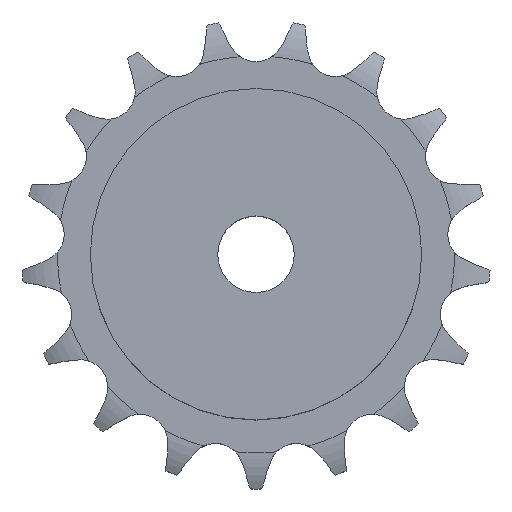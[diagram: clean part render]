
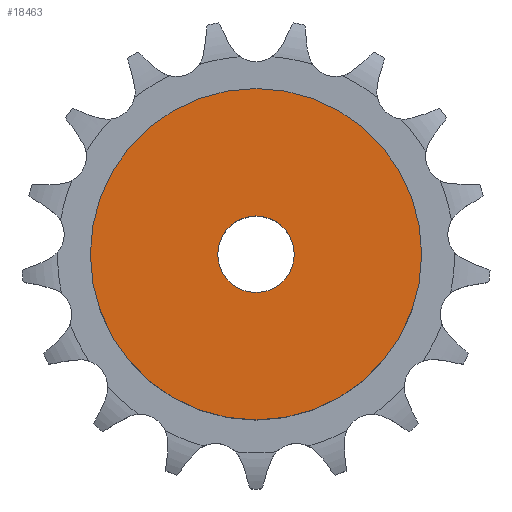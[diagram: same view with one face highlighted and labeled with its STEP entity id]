
A CAD part, top view. The second image highlights one B-rep face of the part: STEP entity #18463.
In plain terms, the highlighted planar face has unit normal (0, 0, 1).
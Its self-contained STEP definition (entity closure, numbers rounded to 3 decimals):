
#2613 = CYLINDRICAL_SURFACE('',#2614,26.);
#2614 = AXIS2_PLACEMENT_3D('',#2615,#2616,#2617);
#2615 = CARTESIAN_POINT('',(0.,0.,0.));
#2616 = DIRECTION('',(-0.,-0.,-1.));
#2617 = DIRECTION('',(1.,0.,0.));
#11884 = VERTEX_POINT('',#11885);
#11885 = CARTESIAN_POINT('',(26.,0.,28.));
#11906 = EDGE_CURVE('',#11884,#11884,#11907,.T.);
#11907 = SURFACE_CURVE('',#11908,(#11913,#11920),.PCURVE_S1.);
#11908 = CIRCLE('',#11909,26.);
#11909 = AXIS2_PLACEMENT_3D('',#11910,#11911,#11912);
#11910 = CARTESIAN_POINT('',(0.,0.,28.));
#11911 = DIRECTION('',(0.,0.,1.));
#11912 = DIRECTION('',(1.,0.,0.));
#11913 = PCURVE('',#2613,#11914);
#11914 = DEFINITIONAL_REPRESENTATION('',(#11915),#11919);
#11915 = LINE('',#11916,#11917);
#11916 = CARTESIAN_POINT('',(-0.,-28.));
#11917 = VECTOR('',#11918,1.);
#11918 = DIRECTION('',(-1.,0.));
#11919 = ( GEOMETRIC_REPRESENTATION_CONTEXT(2) 
PARAMETRIC_REPRESENTATION_CONTEXT() REPRESENTATION_CONTEXT('2D SPACE',''
  ) );
#11920 = PCURVE('',#11921,#11926);
#11921 = PLANE('',#11922);
#11922 = AXIS2_PLACEMENT_3D('',#11923,#11924,#11925);
#11923 = CARTESIAN_POINT('',(0.,0.,28.)
  );
#11924 = DIRECTION('',(0.,0.,1.));
#11925 = DIRECTION('',(1.,0.,0.));
#11926 = DEFINITIONAL_REPRESENTATION('',(#11927),#11931);
#11927 = CIRCLE('',#11928,26.);
#11928 = AXIS2_PLACEMENT_2D('',#11929,#11930);
#11929 = CARTESIAN_POINT('',(0.,0.));
#11930 = DIRECTION('',(1.,0.));
#11931 = ( GEOMETRIC_REPRESENTATION_CONTEXT(2) 
PARAMETRIC_REPRESENTATION_CONTEXT() REPRESENTATION_CONTEXT('2D SPACE',''
  ) );
#15748 = CYLINDRICAL_SURFACE('',#15749,6.);
#15749 = AXIS2_PLACEMENT_3D('',#15750,#15751,#15752);
#15750 = CARTESIAN_POINT('',(0.,0.,119.234));
#15751 = DIRECTION('',(0.,0.,1.));
#15752 = DIRECTION('',(1.,0.,0.));
#18463 = ADVANCED_FACE('',(#18464,#18467),#11921,.T.);
#18464 = FACE_BOUND('',#18465,.T.);
#18465 = EDGE_LOOP('',(#18466));
#18466 = ORIENTED_EDGE('',*,*,#11906,.T.);
#18467 = FACE_BOUND('',#18468,.T.);
#18468 = EDGE_LOOP('',(#18469));
#18469 = ORIENTED_EDGE('',*,*,#18470,.F.);
#18470 = EDGE_CURVE('',#18471,#18471,#18473,.T.);
#18471 = VERTEX_POINT('',#18472);
#18472 = CARTESIAN_POINT('',(6.,0.,28.));
#18473 = SURFACE_CURVE('',#18474,(#18479,#18486),.PCURVE_S1.);
#18474 = CIRCLE('',#18475,6.);
#18475 = AXIS2_PLACEMENT_3D('',#18476,#18477,#18478);
#18476 = CARTESIAN_POINT('',(0.,0.,28.));
#18477 = DIRECTION('',(0.,0.,1.));
#18478 = DIRECTION('',(1.,0.,0.));
#18479 = PCURVE('',#11921,#18480);
#18480 = DEFINITIONAL_REPRESENTATION('',(#18481),#18485);
#18481 = CIRCLE('',#18482,6.);
#18482 = AXIS2_PLACEMENT_2D('',#18483,#18484);
#18483 = CARTESIAN_POINT('',(0.,0.));
#18484 = DIRECTION('',(1.,0.));
#18485 = ( GEOMETRIC_REPRESENTATION_CONTEXT(2) 
PARAMETRIC_REPRESENTATION_CONTEXT() REPRESENTATION_CONTEXT('2D SPACE',''
  ) );
#18486 = PCURVE('',#15748,#18487);
#18487 = DEFINITIONAL_REPRESENTATION('',(#18488),#18492);
#18488 = LINE('',#18489,#18490);
#18489 = CARTESIAN_POINT('',(0.,-91.234));
#18490 = VECTOR('',#18491,1.);
#18491 = DIRECTION('',(1.,0.));
#18492 = ( GEOMETRIC_REPRESENTATION_CONTEXT(2) 
PARAMETRIC_REPRESENTATION_CONTEXT() REPRESENTATION_CONTEXT('2D SPACE',''
  ) );
